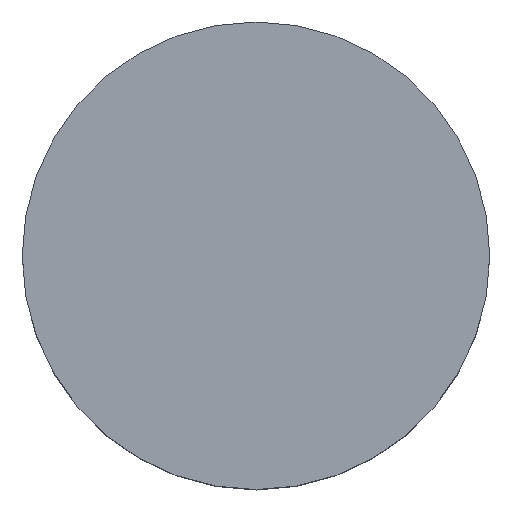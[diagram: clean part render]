
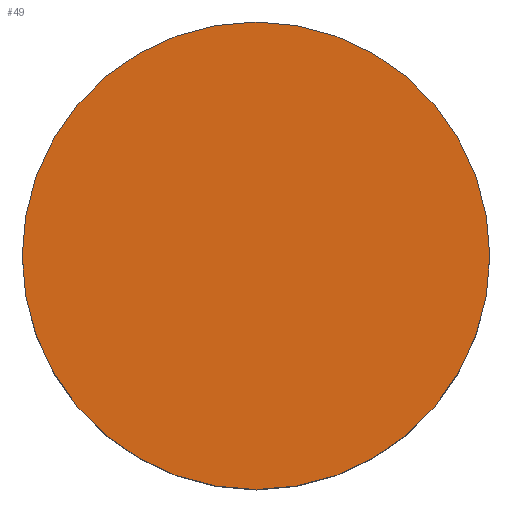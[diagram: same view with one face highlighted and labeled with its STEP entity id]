
A CAD part, top view. The second image highlights one B-rep face of the part: STEP entity #49.
In plain terms, the highlighted planar face has unit normal (0, 0, 1).
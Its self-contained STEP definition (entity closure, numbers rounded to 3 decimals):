
#49=ADVANCED_FACE('',(#57),#58,.T.);
#57=FACE_OUTER_BOUND('',#65,.T.);
#58=PLANE('',#66);
#65=EDGE_LOOP('',(#86,#87));
#66=AXIS2_PLACEMENT_3D('',#88,#89,#90);
#86=ORIENTED_EDGE('',*,*,#94,.T.);
#87=ORIENTED_EDGE('',*,*,#95,.T.);
#88=CARTESIAN_POINT('',(0.0,0.0,1.0));
#89=DIRECTION('',(0.0,0.0,1.0));
#90=DIRECTION('',(1.0,0.0,0.0));
#94=EDGE_CURVE('',#98,#102,#104,.T.);
#95=EDGE_CURVE('',#102,#98,#105,.T.);
#98=VERTEX_POINT('',#108);
#102=VERTEX_POINT('',#113);
#104=CIRCLE('',#116,1.0);
#105=CIRCLE('',#117,1.0);
#108=CARTESIAN_POINT('',(1.0,0.0,1.0));
#113=CARTESIAN_POINT('',(-1.0,0.,1.0));
#116=AXIS2_PLACEMENT_3D('',#124,#125,#126);
#117=AXIS2_PLACEMENT_3D('',#127,#128,#129);
#124=CARTESIAN_POINT('',(0.0,0.0,1.0));
#125=DIRECTION('',(0.0,0.0,1.0));
#126=DIRECTION('',(1.0,0.0,0.0));
#127=CARTESIAN_POINT('',(0.0,0.0,1.0));
#128=DIRECTION('',(0.0,0.0,1.0));
#129=DIRECTION('',(1.0,0.0,0.0));
